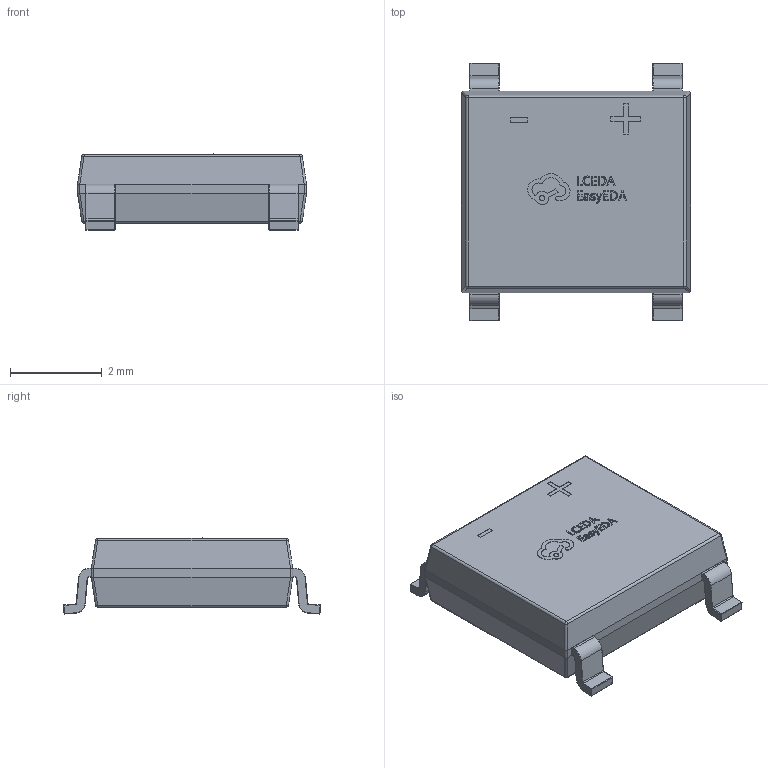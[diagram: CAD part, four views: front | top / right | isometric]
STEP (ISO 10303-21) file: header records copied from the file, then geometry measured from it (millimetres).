
FILE_DESCRIPTION(/* description */ ('STEP AP242','CAx-IF Rec.Pracs.---Representation and Presentation of Product Manufacturing Information (PMI)---4.0---2014-10-13','CAx-IF Rec.Pracs.---3D Tessellated Geometry---0.4---2014-09-14','2;1'),/* implementation_level */ '2;1');
FILE_NAME(/* name */ '67278d80acee506bdb3b1827',/* time_stamp */ '2024-11-03T14:49:37Z',/* author */ (''),/* organization */ (''),/* preprocessor_version */ 'ST-DEVELOPER v20',/* originating_system */ 'ONSHAPE BY PTC INC, 1.189',/* authorisation */ ' ');
FILE_SCHEMA (('AP242_MANAGED_MODEL_BASED_3D_ENGINEERING_MIM_LF { 1 0 10303 442 1 1 4 }'));
Length unit declared in the file: metre
Products named in the file (7): AvmJ-D1; ABS_L5.1-W4.4-P4.00-LS6.4-BL <1>; COMPOUND
Assembly tree (6 placements, depth 3):
  AvmJ-D1
    ABS_L5.1-W4.4-P4.00-LS6.4-BL <1>
      COMPOUND
      COMPOUND
      COMPOUND
      COMPOUND
      COMPOUND
Bounding box: 5 x 5.61 x 1.66 mm (x, y, z)
Volume: 32.4 mm3; surface area: 77.1 mm2
Topology: 5 solids, 5 shells, 511 faces, 1304 edges, 818 vertices
Faces by surface type: plane 249, cylinder 173, sphere 37, torus 32, bspline 20
Entity records: 19538 total; most frequent: CARTESIAN_POINT 3600, ORIENTED_EDGE 2566, DIRECTION 2526, EDGE_CURVE 1283, AXIS2_PLACEMENT_3D 896, VERTEX_POINT 810, LINE 734, VECTOR 734
